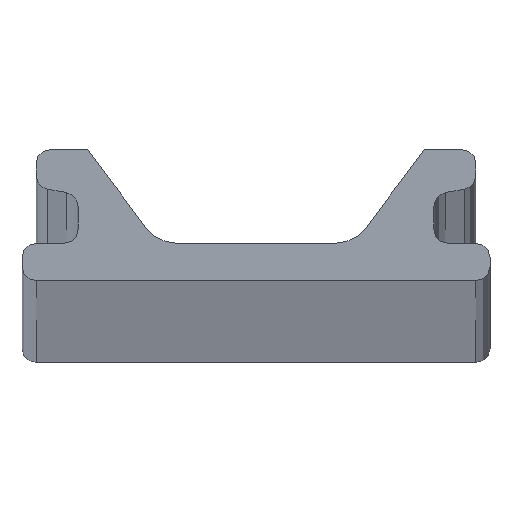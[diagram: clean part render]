
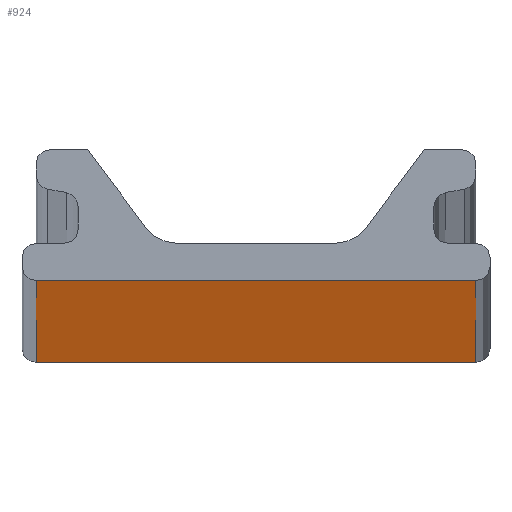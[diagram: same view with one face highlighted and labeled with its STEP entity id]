
A CAD part, top view. The second image highlights one B-rep face of the part: STEP entity #924.
In plain terms, the highlighted planar face has unit normal (0, -1, 0).
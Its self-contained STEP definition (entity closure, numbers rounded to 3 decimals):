
#9 = PLANE ( 'NONE',  #1105 ) ;
#204 = CARTESIAN_POINT ( 'NONE',  ( -11.75, 0., -2500. ) ) ;
#231 = CARTESIAN_POINT ( 'NONE',  ( 11.75, 0., 0. ) ) ;
#234 = CARTESIAN_POINT ( 'NONE',  ( 11.75, 0., -2500. ) ) ;
#252 = VERTEX_POINT ( 'NONE', #290 ) ;
#267 = VERTEX_POINT ( 'NONE', #234 ) ;
#270 = VERTEX_POINT ( 'NONE', #231 ) ;
#290 = CARTESIAN_POINT ( 'NONE',  ( -11.75, 0., 0. ) ) ;
#308 = EDGE_LOOP ( 'NONE', ( #538, #517, #519, #534 ) ) ;
#364 = DIRECTION ( 'NONE',  ( -1., 0., 0. ) ) ;
#365 = CARTESIAN_POINT ( 'NONE',  ( 11.75, 0., -2500. ) ) ;
#366 = LINE ( 'NONE', #365, #991 ) ;
#382 = DIRECTION ( 'NONE',  ( 1., 0., 0. ) ) ;
#383 = CARTESIAN_POINT ( 'NONE',  ( -12.5, 0., 0. ) ) ;
#387 = LINE ( 'NONE', #383, #1052 ) ;
#388 = DIRECTION ( 'NONE',  ( 0., 0., 1. ) ) ;
#389 = CARTESIAN_POINT ( 'NONE',  ( 11.75, 0., -4000. ) ) ;
#393 = DIRECTION ( 'NONE',  ( 0., 0., -1. ) ) ;
#394 = CARTESIAN_POINT ( 'NONE',  ( -11.75, 0., -4000. ) ) ;
#400 = LINE ( 'NONE', #394, #1018 ) ;
#471 = LINE ( 'NONE', #389, #1011 ) ;
#493 = VERTEX_POINT ( 'NONE', #204 ) ;
#517 = ORIENTED_EDGE ( 'NONE', *, *, #867, .F. ) ;
#519 = ORIENTED_EDGE ( 'NONE', *, *, #863, .T. ) ;
#534 = ORIENTED_EDGE ( 'NONE', *, *, #864, .F. ) ;
#538 = ORIENTED_EDGE ( 'NONE', *, *, #861, .T. ) ;
#695 = DIRECTION ( 'NONE',  ( 0., -1., 0. ) ) ;
#700 = FACE_OUTER_BOUND ( 'NONE', #308, .T. ) ;
#741 = DIRECTION ( 'NONE',  ( 0., 0., -1. ) ) ;
#742 = CARTESIAN_POINT ( 'NONE',  ( -12.5, 0., -4000. ) ) ;
#861 = EDGE_CURVE ( 'NONE', #252, #493, #400, .T. ) ;
#863 = EDGE_CURVE ( 'NONE', #267, #270, #471, .T. ) ;
#864 = EDGE_CURVE ( 'NONE', #252, #270, #387, .T. ) ;
#867 = EDGE_CURVE ( 'NONE', #267, #493, #366, .T. ) ;
#924 = ADVANCED_FACE ( 'NONE', ( #700 ), #9, .T. ) ;
#991 = VECTOR ( 'NONE', #364, 1000. ) ;
#1011 = VECTOR ( 'NONE', #388, 1000. ) ;
#1018 = VECTOR ( 'NONE', #393, 1000. ) ;
#1052 = VECTOR ( 'NONE', #382, 1000. ) ;
#1105 = AXIS2_PLACEMENT_3D ( 'NONE', #742, #695, #741 ) ;
